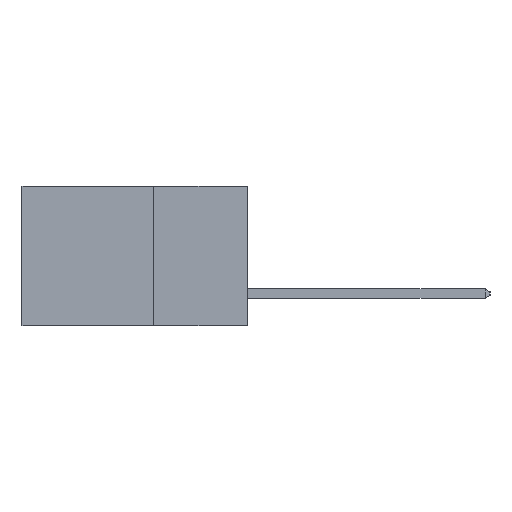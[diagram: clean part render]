
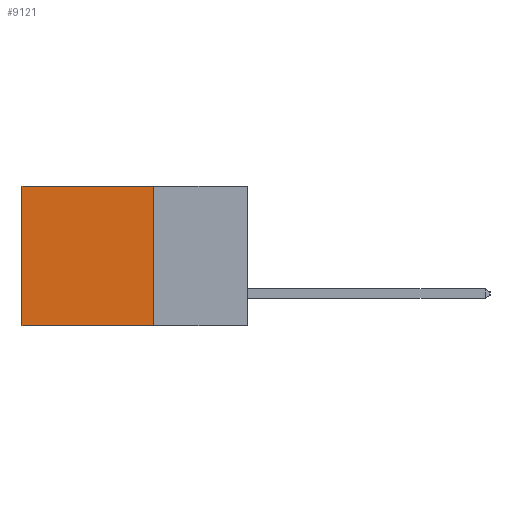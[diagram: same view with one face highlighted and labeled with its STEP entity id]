
A CAD part, left-side view. The second image highlights one B-rep face of the part: STEP entity #9121.
In plain terms, the highlighted planar face has unit normal (-1, 0, 0).
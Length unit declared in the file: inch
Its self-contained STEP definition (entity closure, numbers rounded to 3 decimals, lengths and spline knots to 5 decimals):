
#1248 = DIRECTION ( 'NONE',  ( 0., 0., -1. ) ) ;
#1384 = CARTESIAN_POINT ( 'NONE',  ( 0.298, 0.6, 0. ) ) ;
#1830 = DIRECTION ( 'NONE',  ( 0., 0., -1. ) ) ;
#3061 = VERTEX_POINT ( 'NONE', #16189 ) ;
#3108 = VECTOR ( 'NONE', #1830, 39.37008 ) ;
#3714 = CARTESIAN_POINT ( 'NONE',  ( 0.298, 0.6, 0. ) ) ;
#4430 = ORIENTED_EDGE ( 'NONE', *, *, #10203, .T. ) ;
#4608 = EDGE_CURVE ( 'NONE', #28288, #3061, #8878, .T. ) ;
#4758 = VECTOR ( 'NONE', #28290, 39.37008 ) ;
#4906 = EDGE_CURVE ( 'NONE', #10243, #3061, #11792, .T. ) ;
#7330 = FACE_OUTER_BOUND ( 'NONE', #21426, .T. ) ;
#7712 = ORIENTED_EDGE ( 'NONE', *, *, #12408, .F. ) ;
#7915 = VERTEX_POINT ( 'NONE', #26801 ) ;
#8121 = VECTOR ( 'NONE', #1248, 39.37008 ) ;
#8878 = LINE ( 'NONE', #1384, #8121 ) ;
#9121 = ADVANCED_FACE ( 'NONE', ( #7330 ), #21684, .F. ) ;
#9300 = LINE ( 'NONE', #22656, #3108 ) ;
#10076 = DIRECTION ( 'NONE',  ( 0., 0., -1. ) ) ;
#10203 = EDGE_CURVE ( 'NONE', #7915, #28288, #17126, .T. ) ;
#10243 = VERTEX_POINT ( 'NONE', #12204 ) ;
#10596 = AXIS2_PLACEMENT_3D ( 'NONE', #28522, #24002, #10076 ) ;
#11792 = LINE ( 'NONE', #12870, #17243 ) ;
#12204 = CARTESIAN_POINT ( 'NONE',  ( 0.298, 0.25, -0.37 ) ) ;
#12408 = EDGE_CURVE ( 'NONE', #7915, #10243, #9300, .T. ) ;
#12870 = CARTESIAN_POINT ( 'NONE',  ( 0.298, 0.25, -0.37 ) ) ;
#13545 = DIRECTION ( 'NONE',  ( 0., 1., 0. ) ) ;
#16189 = CARTESIAN_POINT ( 'NONE',  ( 0.298, 0.6, -0.37 ) ) ;
#17126 = LINE ( 'NONE', #21346, #4758 ) ;
#17243 = VECTOR ( 'NONE', #13545, 39.37008 ) ;
#18876 = ORIENTED_EDGE ( 'NONE', *, *, #4906, .F. ) ;
#20280 = ORIENTED_EDGE ( 'NONE', *, *, #4608, .T. ) ;
#21346 = CARTESIAN_POINT ( 'NONE',  ( 0.298, 0.25, 0. ) ) ;
#21426 = EDGE_LOOP ( 'NONE', ( #20280, #18876, #7712, #4430 ) ) ;
#21684 = PLANE ( 'NONE',  #10596 ) ;
#22656 = CARTESIAN_POINT ( 'NONE',  ( 0.298, 0.25, 0. ) ) ;
#24002 = DIRECTION ( 'NONE',  ( 1., 0., 0. ) ) ;
#26801 = CARTESIAN_POINT ( 'NONE',  ( 0.298, 0.25, 0. ) ) ;
#28288 = VERTEX_POINT ( 'NONE', #3714 ) ;
#28290 = DIRECTION ( 'NONE',  ( 0., 1., 0. ) ) ;
#28522 = CARTESIAN_POINT ( 'NONE',  ( 0.298, 0.25, 0. ) ) ;
